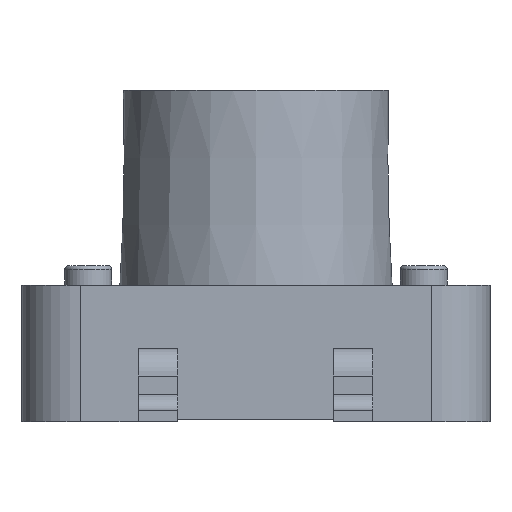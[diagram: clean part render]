
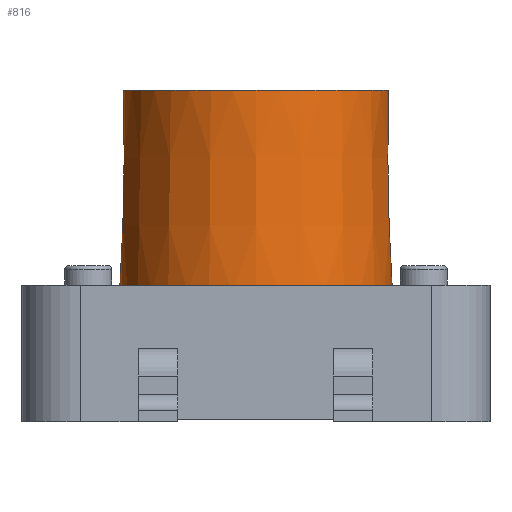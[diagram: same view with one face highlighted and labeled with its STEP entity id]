
A CAD part, left-side view. The second image highlights one B-rep face of the part: STEP entity #816.
In plain terms, the highlighted conical face has half-angle 1.102 degrees and reference radius 3.4 mm.
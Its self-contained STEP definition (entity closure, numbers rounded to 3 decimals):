
#816 = ADVANCED_FACE( '', ( #1547, #1548 ), #1549, .T. );
#1547 = FACE_OUTER_BOUND( '', #2323, .T. );
#1548 = FACE_BOUND( '', #2324, .T. );
#1549 = CONICAL_SURFACE( '', #2325, 3.4, 0.019 );
#2323 = EDGE_LOOP( '', ( #3713 ) );
#2324 = EDGE_LOOP( '', ( #3714 ) );
#2325 = AXIS2_PLACEMENT_3D( '', #3715, #3716, #3717 );
#3713 = ORIENTED_EDGE( '', *, *, #4983, .F. );
#3714 = ORIENTED_EDGE( '', *, *, #5298, .F. );
#3715 = CARTESIAN_POINT( '', ( 0., 0., 5.2 ) );
#3716 = DIRECTION( '', ( 0., 0., -1. ) );
#3717 = DIRECTION( '', ( -1., 0., 0. ) );
#4983 = EDGE_CURVE( '', #5922, #5922, #5923, .F. );
#5298 = EDGE_CURVE( '', #6409, #6409, #6410, .T. );
#5922 = VERTEX_POINT( '', #7209 );
#5923 = CIRCLE( '', #7210, 3.5 );
#6409 = VERTEX_POINT( '', #7892 );
#6410 = CIRCLE( '', #7893, 3.4 );
#7209 = CARTESIAN_POINT( '', ( 3.5, 0., 0. ) );
#7210 = AXIS2_PLACEMENT_3D( '', #8586, #8587, #8588 );
#7892 = CARTESIAN_POINT( '', ( 3.4, 0., 5.2 ) );
#7893 = AXIS2_PLACEMENT_3D( '', #8926, #8927, #8928 );
#8586 = CARTESIAN_POINT( '', ( 0., 0., 0. ) );
#8587 = DIRECTION( '', ( 0., 0., 1. ) );
#8588 = DIRECTION( '', ( 1., 0., 0. ) );
#8926 = CARTESIAN_POINT( '', ( 0., 0., 5.2 ) );
#8927 = DIRECTION( '', ( 0., 0., 1. ) );
#8928 = DIRECTION( '', ( 1., 0., 0. ) );
